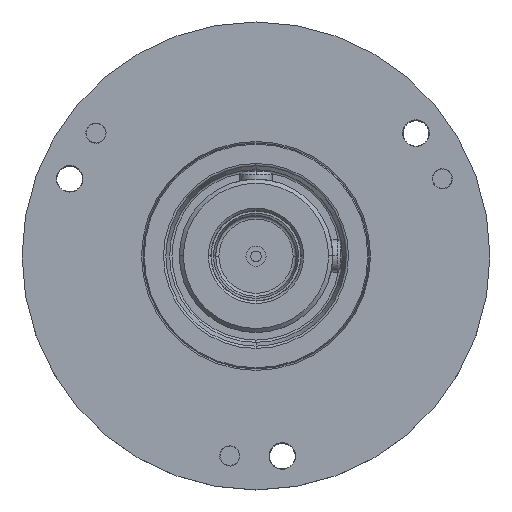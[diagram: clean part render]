
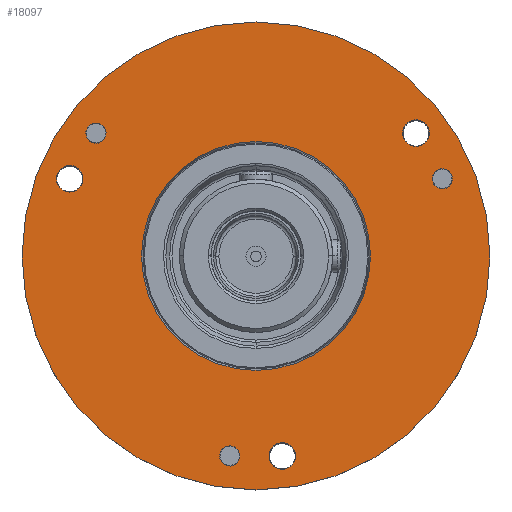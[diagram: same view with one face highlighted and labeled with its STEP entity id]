
A CAD part, top view. The second image highlights one B-rep face of the part: STEP entity #18097.
In plain terms, the highlighted planar face has unit normal (0, 0, 1).
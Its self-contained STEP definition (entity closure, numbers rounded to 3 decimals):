
#183=CARTESIAN_POINT('',(0.,0.,18.));
#184=DIRECTION('',(0.,0.,1.));
#185=DIRECTION('',(1.,0.,0.));
#186=AXIS2_PLACEMENT_3D('',#183,#184,#185);
#188=CARTESIAN_POINT('',(0.,0.,18.));
#189=DIRECTION('',(0.,0.,1.));
#190=DIRECTION('',(-1.,0.,0.));
#191=AXIS2_PLACEMENT_3D('',#188,#189,#190);
#193=CARTESIAN_POINT('',(-19.834,15.219,18.));
#194=DIRECTION('',(0.,0.,-1.));
#195=DIRECTION('',(-0.793,0.609,0.));
#196=AXIS2_PLACEMENT_3D('',#193,#194,#195);
#198=CARTESIAN_POINT('',(-19.834,15.219,18.));
#199=DIRECTION('',(0.,0.,-1.));
#200=DIRECTION('',(0.793,-0.609,0.));
#201=AXIS2_PLACEMENT_3D('',#198,#199,#200);
#203=CARTESIAN_POINT('',(-3.263,-24.786,18.));
#204=DIRECTION('',(0.,0.,-1.));
#205=DIRECTION('',(-0.131,-0.991,0.));
#206=AXIS2_PLACEMENT_3D('',#203,#204,#205);
#208=CARTESIAN_POINT('',(-3.263,-24.786,18.));
#209=DIRECTION('',(0.,0.,-1.));
#210=DIRECTION('',(0.131,0.991,0.));
#211=AXIS2_PLACEMENT_3D('',#208,#209,#210);
#213=CARTESIAN_POINT('',(23.097,9.567,18.));
#214=DIRECTION('',(0.,0.,-1.));
#215=DIRECTION('',(0.924,0.383,0.));
#216=AXIS2_PLACEMENT_3D('',#213,#214,#215);
#218=CARTESIAN_POINT('',(23.097,9.567,18.));
#219=DIRECTION('',(0.,0.,-1.));
#220=DIRECTION('',(-0.924,-0.383,0.));
#221=AXIS2_PLACEMENT_3D('',#218,#219,#220);
#223=CARTESIAN_POINT('',(3.263,-24.786,18.));
#224=DIRECTION('',(0.,0.,1.));
#225=DIRECTION('',(0.,-1.,0.));
#226=AXIS2_PLACEMENT_3D('',#223,#224,#225);
#228=CARTESIAN_POINT('',(3.263,-24.786,18.));
#229=DIRECTION('',(0.,0.,1.));
#230=DIRECTION('',(0.,1.,0.));
#231=AXIS2_PLACEMENT_3D('',#228,#229,#230);
#233=CARTESIAN_POINT('',(19.834,15.219,18.));
#234=DIRECTION('',(0.,0.,1.));
#235=DIRECTION('',(0.,-1.,0.));
#236=AXIS2_PLACEMENT_3D('',#233,#234,#235);
#238=CARTESIAN_POINT('',(19.834,15.219,18.));
#239=DIRECTION('',(0.,0.,1.));
#240=DIRECTION('',(0.,1.,0.));
#241=AXIS2_PLACEMENT_3D('',#238,#239,#240);
#243=CARTESIAN_POINT('',(-23.097,9.567,18.));
#244=DIRECTION('',(0.,0.,1.));
#245=DIRECTION('',(0.,-1.,0.));
#246=AXIS2_PLACEMENT_3D('',#243,#244,#245);
#248=CARTESIAN_POINT('',(-23.097,9.567,18.));
#249=DIRECTION('',(0.,0.,1.));
#250=DIRECTION('',(0.,1.,0.));
#251=AXIS2_PLACEMENT_3D('',#248,#249,#250);
#253=CARTESIAN_POINT('',(0.,0.,18.));
#254=DIRECTION('',(0.,0.,-1.));
#255=DIRECTION('',(-1.,0.,0.));
#256=AXIS2_PLACEMENT_3D('',#253,#254,#255);
#271=CARTESIAN_POINT('',(0.,0.,18.));
#272=DIRECTION('',(0.,0.,-1.));
#273=DIRECTION('',(1.,0.,0.));
#274=AXIS2_PLACEMENT_3D('',#271,#272,#273);
#14444=CARTESIAN_POINT('',(29.,0.,18.));
#14445=CARTESIAN_POINT('',(-29.,0.,18.));
#14446=VERTEX_POINT('',#14444);
#14447=VERTEX_POINT('',#14445);
#14532=CARTESIAN_POINT('',(-20.826,15.98,18.));
#14533=CARTESIAN_POINT('',(-18.842,14.458,18.));
#14534=VERTEX_POINT('',#14532);
#14535=VERTEX_POINT('',#14533);
#14536=CARTESIAN_POINT('',(-3.426,-26.025,18.));
#14537=CARTESIAN_POINT('',(-3.1,-23.547,18.));
#14538=VERTEX_POINT('',#14536);
#14539=VERTEX_POINT('',#14537);
#14540=CARTESIAN_POINT('',(24.252,10.045,18.));
#14541=CARTESIAN_POINT('',(21.942,9.089,18.));
#14542=VERTEX_POINT('',#14540);
#14543=VERTEX_POINT('',#14541);
#14642=CARTESIAN_POINT('',(14.188,0.,18.));
#14643=CARTESIAN_POINT('',(-14.188,0.,18.));
#14644=VERTEX_POINT('',#14642);
#14645=VERTEX_POINT('',#14643);
#14830=CARTESIAN_POINT('',(3.263,-26.436,18.));
#14831=CARTESIAN_POINT('',(3.263,-23.136,18.));
#14832=VERTEX_POINT('',#14830);
#14833=VERTEX_POINT('',#14831);
#14838=CARTESIAN_POINT('',(19.834,13.569,18.));
#14839=CARTESIAN_POINT('',(19.834,16.869,18.));
#14840=VERTEX_POINT('',#14838);
#14841=VERTEX_POINT('',#14839);
#14846=CARTESIAN_POINT('',(-23.097,7.917,18.));
#14847=CARTESIAN_POINT('',(-23.097,11.217,18.));
#14848=VERTEX_POINT('',#14846);
#14849=VERTEX_POINT('',#14847);
#18046=CARTESIAN_POINT('',(0.,0.,18.));
#18047=DIRECTION('',(0.,0.,1.));
#18048=DIRECTION('',(1.,0.,0.));
#18049=AXIS2_PLACEMENT_3D('',#18046,#18047,#18048);
#18050=PLANE('',#18049);
#18051=ORIENTED_EDGE('',*,*,#18026,.F.);
#18052=ORIENTED_EDGE('',*,*,#18040,.F.);
#18053=EDGE_LOOP('',(#18051,#18052));
#18054=FACE_OUTER_BOUND('',#18053,.F.);
#18056=ORIENTED_EDGE('',*,*,#18055,.F.);
#18058=ORIENTED_EDGE('',*,*,#18057,.F.);
#18059=EDGE_LOOP('',(#18056,#18058));
#18060=FACE_BOUND('',#18059,.F.);
#18062=ORIENTED_EDGE('',*,*,#18061,.F.);
#18064=ORIENTED_EDGE('',*,*,#18063,.F.);
#18065=EDGE_LOOP('',(#18062,#18064));
#18066=FACE_BOUND('',#18065,.F.);
#18068=ORIENTED_EDGE('',*,*,#18067,.F.);
#18070=ORIENTED_EDGE('',*,*,#18069,.F.);
#18071=EDGE_LOOP('',(#18068,#18070));
#18072=FACE_BOUND('',#18071,.F.);
#18074=ORIENTED_EDGE('',*,*,#18073,.F.);
#18076=ORIENTED_EDGE('',*,*,#18075,.F.);
#18077=EDGE_LOOP('',(#18074,#18076));
#18078=FACE_BOUND('',#18077,.F.);
#18080=ORIENTED_EDGE('',*,*,#18079,.T.);
#18082=ORIENTED_EDGE('',*,*,#18081,.T.);
#18083=EDGE_LOOP('',(#18080,#18082));
#18084=FACE_BOUND('',#18083,.F.);
#18086=ORIENTED_EDGE('',*,*,#18085,.T.);
#18088=ORIENTED_EDGE('',*,*,#18087,.T.);
#18089=EDGE_LOOP('',(#18086,#18088));
#18090=FACE_BOUND('',#18089,.F.);
#18092=ORIENTED_EDGE('',*,*,#18091,.T.);
#18094=ORIENTED_EDGE('',*,*,#18093,.T.);
#18095=EDGE_LOOP('',(#18092,#18094));
#18096=FACE_BOUND('',#18095,.F.);
#187=CIRCLE('',#186,29.);
#192=CIRCLE('',#191,29.);
#197=CIRCLE('',#196,1.25);
#202=CIRCLE('',#201,1.25);
#207=CIRCLE('',#206,1.25);
#212=CIRCLE('',#211,1.25);
#217=CIRCLE('',#216,1.25);
#222=CIRCLE('',#221,1.25);
#227=CIRCLE('',#226,1.65);
#232=CIRCLE('',#231,1.65);
#237=CIRCLE('',#236,1.65);
#242=CIRCLE('',#241,1.65);
#247=CIRCLE('',#246,1.65);
#252=CIRCLE('',#251,1.65);
#257=CIRCLE('',#256,14.188);
#275=CIRCLE('',#274,14.188);
#18026=EDGE_CURVE('',#14446,#14447,#187,.T.);
#18040=EDGE_CURVE('',#14447,#14446,#192,.T.);
#18055=EDGE_CURVE('',#14645,#14644,#257,.T.);
#18057=EDGE_CURVE('',#14644,#14645,#275,.T.);
#18061=EDGE_CURVE('',#14534,#14535,#197,.T.);
#18063=EDGE_CURVE('',#14535,#14534,#202,.T.);
#18067=EDGE_CURVE('',#14538,#14539,#207,.T.);
#18069=EDGE_CURVE('',#14539,#14538,#212,.T.);
#18073=EDGE_CURVE('',#14542,#14543,#217,.T.);
#18075=EDGE_CURVE('',#14543,#14542,#222,.T.);
#18079=EDGE_CURVE('',#14832,#14833,#227,.T.);
#18081=EDGE_CURVE('',#14833,#14832,#232,.T.);
#18085=EDGE_CURVE('',#14840,#14841,#237,.T.);
#18087=EDGE_CURVE('',#14841,#14840,#242,.T.);
#18091=EDGE_CURVE('',#14848,#14849,#247,.T.);
#18093=EDGE_CURVE('',#14849,#14848,#252,.T.);
#18097=ADVANCED_FACE('',(#18054,#18060,#18066,#18072,#18078,#18084,#18090,
#18096),#18050,.T.);
